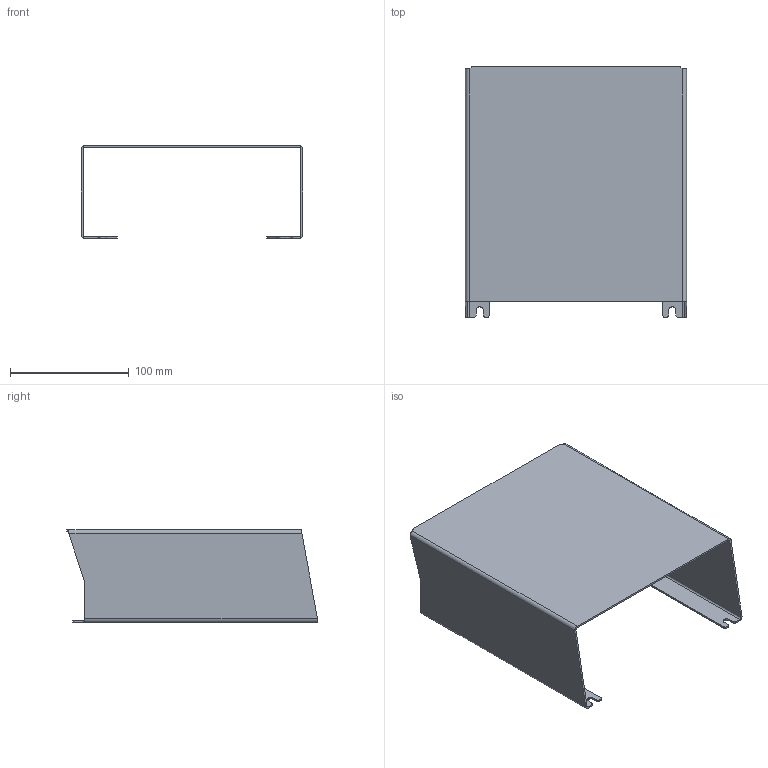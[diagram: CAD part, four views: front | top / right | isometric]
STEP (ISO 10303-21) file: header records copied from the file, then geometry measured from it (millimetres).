
FILE_DESCRIPTION(/* description */ (''),/* implementation_level */ '2;1');
FILE_NAME(/* name */ '3D_200-2801-43.sat.ipt.stp',/* time_stamp */ '2023-06-22T09:30:03+02:00',/* author */ (''),/* organization */ (''),/* preprocessor_version */ 'ST-DEVELOPER v18.1',/* originating_system */ 'Autodesk Inventor 2021',/* authorisation */ '');
FILE_SCHEMA (('CONFIG_CONTROL_DESIGN'));
Length unit declared in the file: millimetre
Products named in the file (1): 3D_200-2801-43.sat
Bounding box: 186 x 211 x 78 mm (x, y, z)
Volume: 109788.6 mm3; surface area: 148229.9 mm2
Topology: 1 solids, 1 shells, 76 faces, 206 edges, 132 vertices
Faces by surface type: plane 48, cylinder 28
Entity records: 2419 total; most frequent: DIRECTION 416, CARTESIAN_POINT 415, ORIENTED_EDGE 412, EDGE_CURVE 206, LINE 150, VECTOR 150, AXIS2_PLACEMENT_3D 133, VERTEX_POINT 132
